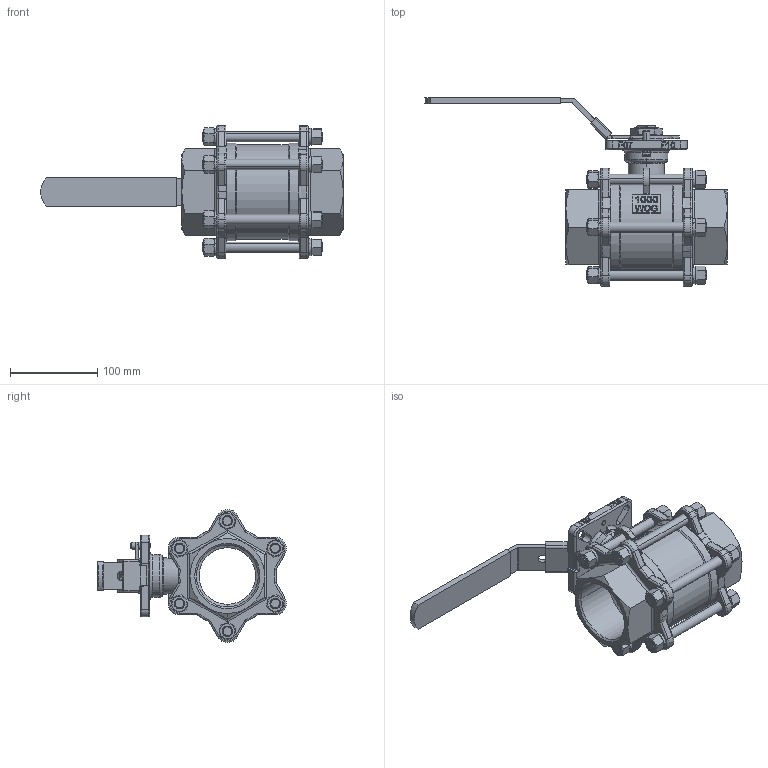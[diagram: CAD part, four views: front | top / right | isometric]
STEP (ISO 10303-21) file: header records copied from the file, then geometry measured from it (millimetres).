
FILE_DESCRIPTION(/* description */ ('Unknown','CAx-IF Rec.Pracs.---Representation and Presentation of Product Manufacturing Information (PMI)---4.0---2014-10-13','CAx-IF Rec.Pracs.---3D Tessellated Geometry---0.4---2014-09-14','2;1'),/* implementation_level */ '2;1');
FILE_NAME(/* name */ '9336-10',/* time_stamp */ '2024-01-24T12:54:18+01:00',/* author */ ('Unknown'),/* organization */ ('Unknown'),/* preprocessor_version */ 'ST-DEVELOPER v18.102',/* originating_system */ 'Solid Edge',/* authorisation */ 'Unknown');
FILE_SCHEMA (('AP242_MANAGED_MODEL_BASED_3D_ENGINEERING_MIM_LF { 1 0 10303 442 1 1 4 }'));
Products named in the file (16): 9336-10; 概极; 概裝; 揤杶; 碟型垫圈; 概裝蹟譫; 滅侂え; す菜; 忒梟; 隅弇种; spring lock washers--normal type gb_GB_FASTENER_WASHER_SW 12; hexagon nuts grade c gb_GB_FASTENER_NUT_SNC1 M12-N; 邧芛蹟翐; 縐赽; 忒梟杶; MV-33-G-DN65
Assembly tree (45 placements, depth 2):
  9336-10
    概极
    概裝
    揤杶
    碟型垫圈  x2
    概裝蹟譫  x2
    滅侂え
    す菜
    忒梟
    隅弇种
    spring lock washers--normal type gb_GB_FASTENER_WASHER_SW 12  x12
    hexagon nuts grade c gb_GB_FASTENER_NUT_SNC1 M12-N  x12
    邧芛蹟翐  x6
    縐赽
    忒梟杶
    MV-33-G-DN65  x2
Bounding box: 347.56 x 217.24 x 153 mm (x, y, z)
Volume: 847541.7 mm3; surface area: 317225.2 mm2
Topology: 45 solids, 45 shells, 1305 faces, 3243 edges, 2054 vertices
Faces by surface type: plane 524, cylinder 453, cone 150, bspline 96, torus 82
Entity records: 46810 total; most frequent: CARTESIAN_POINT 26327, ORIENTED_EDGE 4386, DIRECTION 3810, EDGE_CURVE 2193, AXIS2_PLACEMENT_3D 1430, VERTEX_POINT 1400, LINE 950, VECTOR 950
